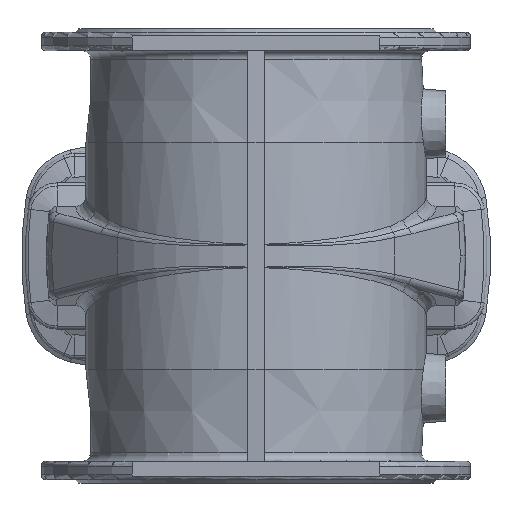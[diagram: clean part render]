
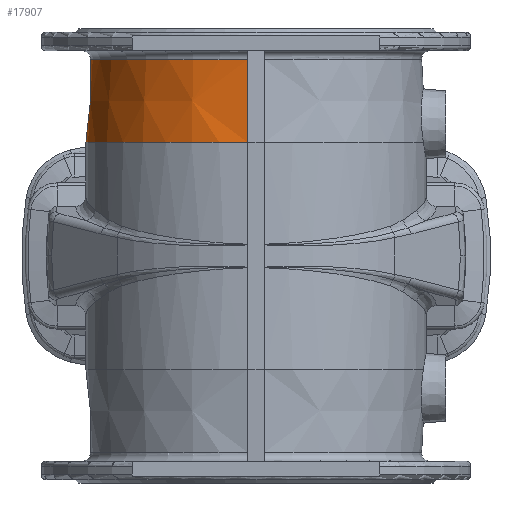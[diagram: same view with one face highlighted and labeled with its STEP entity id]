
A CAD part, front view. The second image highlights one B-rep face of the part: STEP entity #17907.
In plain terms, the highlighted conical face has half-angle 3.094 degrees and reference radius 198.568 mm.
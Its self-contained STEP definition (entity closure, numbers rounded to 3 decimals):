
#1669 = DIRECTION ( 'NONE',  ( 1., 0., 0. ) ) ;
#1671 = DIRECTION ( 'NONE',  ( 0., 0., -1. ) ) ;
#1673 = CARTESIAN_POINT ( 'NONE',  ( 0., 0., 275. ) ) ;
#2506 = B_SPLINE_CURVE_WITH_KNOTS ( 'NONE', 3,
 ( #14893, #14888, #14889, #14894, #14895, #14896, #14897 ),
 .UNSPECIFIED., .F., .F.,
 ( 4, 3, 4 ),
 ( 0.102, 0.189, 0.202 ),
 .UNSPECIFIED. ) ;
#2558 = B_SPLINE_CURVE_WITH_KNOTS ( 'NONE', 3,
 ( #14904, #14905, #14910, #14911, #14912, #14913, #14914 ),
 .UNSPECIFIED., .F., .F.,
 ( 4, 3, 4 ),
 ( 0.099, 0.187, 0.2 ),
 .UNSPECIFIED. ) ;
#5035 = CIRCLE ( 'NONE', #13072, 200.57 ) ;
#5040 = CIRCLE ( 'NONE', #13075, 206. ) ;
#5109 = CIRCLE ( 'NONE', #13099, 200.57 ) ;
#13072 = AXIS2_PLACEMENT_3D ( 'NONE', #14885, #14886, #14887 ) ;
#13075 = AXIS2_PLACEMENT_3D ( 'NONE', #14901, #14902, #14903 ) ;
#13099 = AXIS2_PLACEMENT_3D ( 'NONE', #15285, #15286, #15287 ) ;
#14372 = CARTESIAN_POINT ( 'NONE',  ( -200.57, 0., 237.96 ) ) ;
#14375 = CARTESIAN_POINT ( 'NONE',  ( -10., -200.32, 237.96 ) ) ;
#14885 = CARTESIAN_POINT ( 'NONE',  ( 0., 0., 237.96 ) ) ;
#14886 = DIRECTION ( 'NONE',  ( 0., 0., -1. ) ) ;
#14887 = DIRECTION ( 'NONE',  ( -1., 0., 0. ) ) ;
#14888 = CARTESIAN_POINT ( 'NONE',  ( -7., 202.024, 208.812 ) ) ;
#14889 = CARTESIAN_POINT ( 'NONE',  ( -7., 203.601, 179.665 ) ) ;
#14893 = CARTESIAN_POINT ( 'NONE',  ( -7., 200.448, 237.96 ) ) ;
#14894 = CARTESIAN_POINT ( 'NONE',  ( -7., 205.177, 150.517 ) ) ;
#14895 = CARTESIAN_POINT ( 'NONE',  ( -7., 205.412, 146.178 ) ) ;
#14896 = CARTESIAN_POINT ( 'NONE',  ( -7., 205.646, 141.839 ) ) ;
#14897 = CARTESIAN_POINT ( 'NONE',  ( -7., 205.881, 137.5 ) ) ;
#14901 = CARTESIAN_POINT ( 'NONE',  ( 0., 0., 137.5 ) ) ;
#14902 = DIRECTION ( 'NONE',  ( 0., 0., 1. ) ) ;
#14903 = DIRECTION ( 'NONE',  ( 1., 0., 0. ) ) ;
#14904 = CARTESIAN_POINT ( 'NONE',  ( -10., -200.32, 237.96 ) ) ;
#14905 = CARTESIAN_POINT ( 'NONE',  ( -10., -201.899, 208.787 ) ) ;
#14910 = CARTESIAN_POINT ( 'NONE',  ( -10., -203.478, 179.614 ) ) ;
#14911 = CARTESIAN_POINT ( 'NONE',  ( -10., -205.057, 150.441 ) ) ;
#14912 = CARTESIAN_POINT ( 'NONE',  ( -10., -205.29, 146.127 ) ) ;
#14913 = CARTESIAN_POINT ( 'NONE',  ( -10., -205.524, 141.814 ) ) ;
#14914 = CARTESIAN_POINT ( 'NONE',  ( -10., -205.757, 137.5 ) ) ;
#15285 = CARTESIAN_POINT ( 'NONE',  ( 0., 0., 237.96 ) ) ;
#15286 = DIRECTION ( 'NONE',  ( 0., 0., -1. ) ) ;
#15287 = DIRECTION ( 'NONE',  ( -1., 0., 0. ) ) ;
#16841 = CARTESIAN_POINT ( 'NONE',  ( -7., 205.881, 137.5 ) ) ;
#16888 = CARTESIAN_POINT ( 'NONE',  ( -10., -205.757, 137.5 ) ) ;
#16896 = CARTESIAN_POINT ( 'NONE',  ( -7., 200.448, 237.96 ) ) ;
#17907 = ADVANCED_FACE ( 'NONE', ( #19467 ), #19473, .T. ) ;
#19467 = FACE_OUTER_BOUND ( 'NONE', #23236, .T. ) ;
#19473 = CONICAL_SURFACE ( 'NONE', #22124, 198.568, 0.054 ) ;
#21114 = VERTEX_POINT ( 'NONE', #14372 ) ;
#21117 = VERTEX_POINT ( 'NONE', #14375 ) ;
#21275 = EDGE_CURVE ( 'NONE', #21114, #22078, #5035, .T. ) ;
#21277 = EDGE_CURVE ( 'NONE', #22078, #21931, #2506, .T. ) ;
#21279 = EDGE_CURVE ( 'NONE', #21931, #22059, #5040, .T. ) ;
#21281 = EDGE_CURVE ( 'NONE', #21117, #22059, #2558, .T. ) ;
#21358 = EDGE_CURVE ( 'NONE', #21117, #21114, #5109, .T. ) ;
#21931 = VERTEX_POINT ( 'NONE', #16841 ) ;
#22059 = VERTEX_POINT ( 'NONE', #16888 ) ;
#22078 = VERTEX_POINT ( 'NONE', #16896 ) ;
#22124 = AXIS2_PLACEMENT_3D ( 'NONE', #1673, #1671, #1669 ) ;
#22730 = ORIENTED_EDGE ( 'NONE', *, *, #21358, .T. ) ;
#22731 = ORIENTED_EDGE ( 'NONE', *, *, #21275, .T. ) ;
#22732 = ORIENTED_EDGE ( 'NONE', *, *, #21277, .T. ) ;
#22733 = ORIENTED_EDGE ( 'NONE', *, *, #21279, .T. ) ;
#22734 = ORIENTED_EDGE ( 'NONE', *, *, #21281, .F. ) ;
#23236 = EDGE_LOOP ( 'NONE', ( #22730, #22731, #22732, #22733, #22734 ) ) ;
